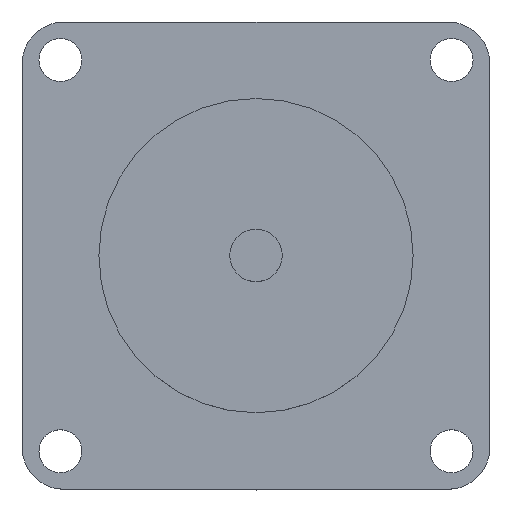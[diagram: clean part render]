
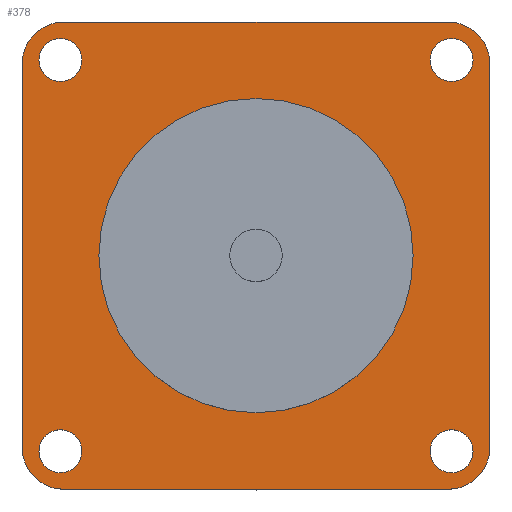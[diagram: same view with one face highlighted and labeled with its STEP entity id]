
A CAD part, top view. The second image highlights one B-rep face of the part: STEP entity #378.
In plain terms, the highlighted planar face has unit normal (0, 0, 1).
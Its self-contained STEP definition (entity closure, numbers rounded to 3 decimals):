
#19=FACE_BOUND('',#67,.T.);
#20=FACE_BOUND('',#68,.T.);
#21=FACE_BOUND('',#69,.T.);
#22=FACE_BOUND('',#70,.T.);
#23=FACE_BOUND('',#71,.T.);
#30=PLANE('',#418);
#43=FACE_OUTER_BOUND('',#66,.T.);
#66=EDGE_LOOP('',(#270,#271,#272,#273,#274,#275,#276,#277));
#67=EDGE_LOOP('',(#278));
#68=EDGE_LOOP('',(#279));
#69=EDGE_LOOP('',(#280));
#70=EDGE_LOOP('',(#281));
#71=EDGE_LOOP('',(#282));
#99=LINE('',#605,#126);
#103=LINE('',#613,#130);
#104=LINE('',#617,#131);
#105=LINE('',#621,#132);
#126=VECTOR('',#477,10.);
#130=VECTOR('',#483,10.);
#131=VECTOR('',#486,10.);
#132=VECTOR('',#489,10.);
#151=CIRCLE('',#415,5.);
#153=CIRCLE('',#419,5.);
#154=CIRCLE('',#420,5.);
#155=CIRCLE('',#421,5.);
#156=CIRCLE('',#422,19.);
#157=CIRCLE('',#423,2.6);
#158=CIRCLE('',#424,2.6);
#159=CIRCLE('',#425,2.6);
#160=CIRCLE('',#426,2.6);
#176=VERTEX_POINT('',#595);
#177=VERTEX_POINT('',#596);
#180=VERTEX_POINT('',#604);
#183=VERTEX_POINT('',#612);
#184=VERTEX_POINT('',#614);
#185=VERTEX_POINT('',#616);
#186=VERTEX_POINT('',#618);
#187=VERTEX_POINT('',#620);
#188=VERTEX_POINT('',#623);
#189=VERTEX_POINT('',#625);
#190=VERTEX_POINT('',#627);
#191=VERTEX_POINT('',#629);
#192=VERTEX_POINT('',#631);
#209=EDGE_CURVE('',#176,#177,#151,.T.);
#213=EDGE_CURVE('',#180,#177,#99,.T.);
#217=EDGE_CURVE('',#176,#183,#103,.T.);
#218=EDGE_CURVE('',#184,#183,#153,.T.);
#219=EDGE_CURVE('',#184,#185,#104,.T.);
#220=EDGE_CURVE('',#186,#185,#154,.T.);
#221=EDGE_CURVE('',#186,#187,#105,.T.);
#222=EDGE_CURVE('',#180,#187,#155,.T.);
#223=EDGE_CURVE('',#188,#188,#156,.T.);
#224=EDGE_CURVE('',#189,#189,#157,.T.);
#225=EDGE_CURVE('',#190,#190,#158,.T.);
#226=EDGE_CURVE('',#191,#191,#159,.T.);
#227=EDGE_CURVE('',#192,#192,#160,.T.);
#270=ORIENTED_EDGE('',*,*,#209,.F.);
#271=ORIENTED_EDGE('',*,*,#217,.T.);
#272=ORIENTED_EDGE('',*,*,#218,.F.);
#273=ORIENTED_EDGE('',*,*,#219,.T.);
#274=ORIENTED_EDGE('',*,*,#220,.F.);
#275=ORIENTED_EDGE('',*,*,#221,.T.);
#276=ORIENTED_EDGE('',*,*,#222,.F.);
#277=ORIENTED_EDGE('',*,*,#213,.T.);
#278=ORIENTED_EDGE('',*,*,#223,.T.);
#279=ORIENTED_EDGE('',*,*,#224,.T.);
#280=ORIENTED_EDGE('',*,*,#225,.T.);
#281=ORIENTED_EDGE('',*,*,#226,.T.);
#282=ORIENTED_EDGE('',*,*,#227,.T.);
#378=ADVANCED_FACE('',(#43,#19,#20,#21,#22,#23),#30,.T.);
#415=AXIS2_PLACEMENT_3D('',#597,#469,#470);
#418=AXIS2_PLACEMENT_3D('',#611,#481,#482);
#419=AXIS2_PLACEMENT_3D('',#615,#484,#485);
#420=AXIS2_PLACEMENT_3D('',#619,#487,#488);
#421=AXIS2_PLACEMENT_3D('',#622,#490,#491);
#422=AXIS2_PLACEMENT_3D('',#624,#492,#493);
#423=AXIS2_PLACEMENT_3D('',#626,#494,#495);
#424=AXIS2_PLACEMENT_3D('',#628,#496,#497);
#425=AXIS2_PLACEMENT_3D('',#630,#498,#499);
#426=AXIS2_PLACEMENT_3D('',#632,#500,#501);
#469=DIRECTION('center_axis',(0.,0.,-1.));
#470=DIRECTION('ref_axis',(-0.707,0.707,0.));
#477=DIRECTION('',(-1.,0.,0.));
#481=DIRECTION('center_axis',(0.,0.,1.));
#482=DIRECTION('ref_axis',(-1.,0.,0.));
#483=DIRECTION('',(0.,-1.,0.));
#484=DIRECTION('center_axis',(0.,0.,-1.));
#485=DIRECTION('ref_axis',(-0.707,-0.707,0.));
#486=DIRECTION('',(1.,0.,0.));
#487=DIRECTION('center_axis',(0.,0.,-1.));
#488=DIRECTION('ref_axis',(0.707,-0.707,0.));
#489=DIRECTION('',(0.,1.,0.));
#490=DIRECTION('center_axis',(0.,0.,-1.));
#491=DIRECTION('ref_axis',(0.707,0.707,0.));
#492=DIRECTION('center_axis',(0.,0.,-1.));
#493=DIRECTION('ref_axis',(-1.,0.,0.));
#494=DIRECTION('center_axis',(0.,0.,-1.));
#495=DIRECTION('ref_axis',(-1.,0.,0.));
#496=DIRECTION('center_axis',(0.,0.,-1.));
#497=DIRECTION('ref_axis',(-1.,0.,0.));
#498=DIRECTION('center_axis',(0.,0.,-1.));
#499=DIRECTION('ref_axis',(-1.,0.,0.));
#500=DIRECTION('center_axis',(0.,0.,-1.));
#501=DIRECTION('ref_axis',(-1.,0.,0.));
#595=CARTESIAN_POINT('',(-28.25,23.25,51.));
#596=CARTESIAN_POINT('',(-23.25,28.25,51.));
#597=CARTESIAN_POINT('Origin',(-23.25,23.25,51.));
#604=CARTESIAN_POINT('',(23.25,28.25,51.));
#605=CARTESIAN_POINT('',(-28.25,28.25,51.));
#611=CARTESIAN_POINT('Origin',(14.125,14.125,51.));
#612=CARTESIAN_POINT('',(-28.25,-23.25,51.));
#613=CARTESIAN_POINT('',(-28.25,-28.25,51.));
#614=CARTESIAN_POINT('',(-23.25,-28.25,51.));
#615=CARTESIAN_POINT('Origin',(-23.25,-23.25,51.));
#616=CARTESIAN_POINT('',(23.25,-28.25,51.));
#617=CARTESIAN_POINT('',(28.25,-28.25,51.));
#618=CARTESIAN_POINT('',(28.25,-23.25,51.));
#619=CARTESIAN_POINT('Origin',(23.25,-23.25,51.));
#620=CARTESIAN_POINT('',(28.25,23.25,51.));
#621=CARTESIAN_POINT('',(28.25,28.25,51.));
#622=CARTESIAN_POINT('Origin',(23.25,23.25,51.));
#623=CARTESIAN_POINT('',(19.,0.,51.));
#624=CARTESIAN_POINT('Origin',(0.,0.,51.));
#625=CARTESIAN_POINT('',(-21.05,-23.65,51.));
#626=CARTESIAN_POINT('Origin',(-23.65,-23.65,51.));
#627=CARTESIAN_POINT('',(-21.05,23.65,51.));
#628=CARTESIAN_POINT('Origin',(-23.65,23.65,51.));
#629=CARTESIAN_POINT('',(26.25,-23.65,51.));
#630=CARTESIAN_POINT('Origin',(23.65,-23.65,51.));
#631=CARTESIAN_POINT('',(26.25,23.65,51.));
#632=CARTESIAN_POINT('Origin',(23.65,23.65,51.));
